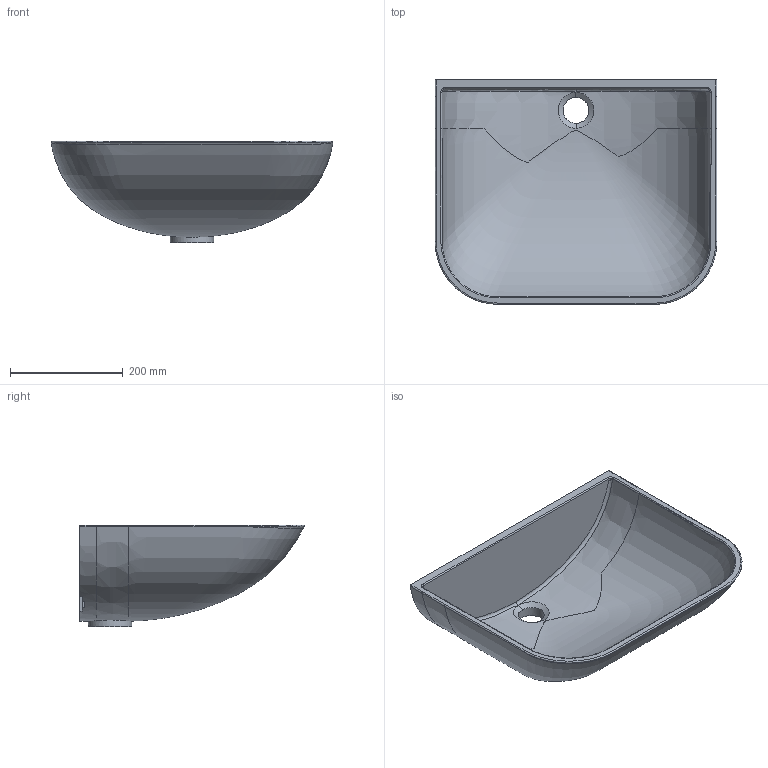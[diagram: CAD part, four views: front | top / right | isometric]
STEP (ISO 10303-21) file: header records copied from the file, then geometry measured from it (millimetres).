
FILE_DESCRIPTION(/* description */ (''),/* implementation_level */ '2;1');
FILE_NAME(/* name */ '332XP',/* time_stamp */ '2019-08-11T17:05:45+08:00',/* author */ (''),/* organization */ (''),/* preprocessor_version */ 'ST-DEVELOPER v9',/* originating_system */ 'UGS - NX 4.0',/* authorisation */ '');
FILE_SCHEMA (('CONFIG_CONTROL_DESIGN'));
Length unit declared in the file: millimetre
Products named in the file (1): Admi757528w8
Bounding box: 499.32 x 397.68 x 180 mm (x, y, z)
Volume: 4041040.7 mm3; surface area: 659209.6 mm2
Topology: 1 solids, 1 shells, 87 faces, 239 edges, 151 vertices
Faces by surface type: plane 38, cylinder 27, bspline 13, extrusion 7, torus 2
Full cylindrical faces by diameter (mm): 46 x1, 77 x1
Entity records: 25998 total; most frequent: CARTESIAN_POINT 23864, ORIENTED_EDGE 464, DIRECTION 362, EDGE_CURVE 232, VERTEX_POINT 149, VECTOR 134, LINE 127, AXIS2_PLACEMENT_3D 114
